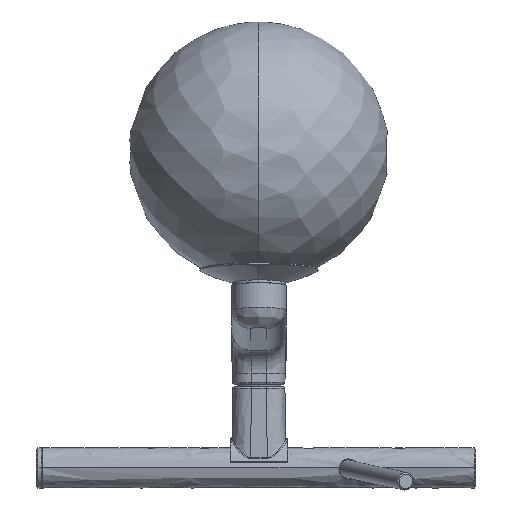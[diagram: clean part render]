
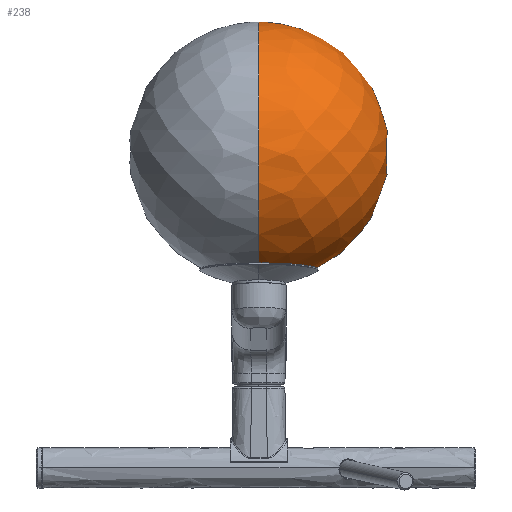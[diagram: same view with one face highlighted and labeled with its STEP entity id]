
A CAD part, front view. The second image highlights one B-rep face of the part: STEP entity #238.
In plain terms, the highlighted free-form (B-spline) face has degree [2, 2] with [5, 5] control points.
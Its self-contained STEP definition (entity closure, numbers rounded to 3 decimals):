
#238=ADVANCED_FACE($,(#373),#1825,.T.);
#373=FACE_OUTER_BOUND($,#514,.T.);
#514=EDGE_LOOP($,(#1095,#1096,#1097,#1098));
#1095=ORIENTED_EDGE($,*,*,#1454,.F.);
#1096=ORIENTED_EDGE($,*,*,#1455,.F.);
#1097=ORIENTED_EDGE($,*,*,#1453,.T.);
#1098=ORIENTED_EDGE($,*,*,#1456,.F.);
#1453=EDGE_CURVE($,#1676,#1674,#2142,.T.);
#1454=EDGE_CURVE($,#1677,#1678,#2143,.T.);
#1455=EDGE_CURVE($,#1676,#1677,#2144,.T.);
#1456=EDGE_CURVE($,#1678,#1674,#2145,.T.);
#1674=VERTEX_POINT($,#4886);
#1676=VERTEX_POINT($,#4888);
#1677=VERTEX_POINT($,#4889);
#1678=VERTEX_POINT($,#4890);
#1825=(
BOUNDED_SURFACE()
B_SPLINE_SURFACE(2,2,((#4861,#4862,#4863,#4864,#4865),(#4866,#4867,#4868,
#4869,#4870),(#4871,#4872,#4873,#4874,#4875),(#4876,#4877,#4878,#4879,#4880),
(#4881,#4882,#4883,#4884,#4885)),.UNSPECIFIED.,.F.,.F.,.F.)
B_SPLINE_SURFACE_WITH_KNOTS((3,2,3),(3,2,3),(3.142,4.712,
6.283),(-1.234,0.168,1.571),
.UNSPECIFIED.)
GEOMETRIC_REPRESENTATION_ITEM()
RATIONAL_B_SPLINE_SURFACE(((1.,0.764,1.,0.764,1.),
(0.707,0.54,0.707,0.54,
0.707),(1.,0.764,1.,0.764,1.),(0.707,
0.54,0.707,0.54,0.707),
(1.,0.764,1.,0.764,1.)))
REPRESENTATION_ITEM($)
SURFACE()
);
#2142=(
BOUNDED_CURVE()
B_SPLINE_CURVE(2,(#4817,#4818,#4819,#4820,#4821),.UNSPECIFIED.,.F.,.F.)
B_SPLINE_CURVE_WITH_KNOTS((3,2,3),(-1.234,0.168,1.571),
.UNSPECIFIED.)
CURVE()
GEOMETRIC_REPRESENTATION_ITEM()
RATIONAL_B_SPLINE_CURVE((1.,0.764,1.,0.764,1.))
REPRESENTATION_ITEM($)
);
#2143=(
BOUNDED_CURVE()
B_SPLINE_CURVE(2,(#4822,#4823,#4824),.UNSPECIFIED.,.F.,.F.)
B_SPLINE_CURVE_WITH_KNOTS((3,3),(-60.361,-30.18),.UNSPECIFIED.)
CURVE()
GEOMETRIC_REPRESENTATION_ITEM()
RATIONAL_B_SPLINE_CURVE((1.,0.707,1.))
REPRESENTATION_ITEM($)
);
#2144=(
BOUNDED_CURVE()
B_SPLINE_CURVE(2,(#4825,#4826,#4827),.UNSPECIFIED.,.F.,.F.)
B_SPLINE_CURVE_WITH_KNOTS((3,3),(-90.541,-60.361),.UNSPECIFIED.)
CURVE()
GEOMETRIC_REPRESENTATION_ITEM()
RATIONAL_B_SPLINE_CURVE((1.,0.707,1.))
REPRESENTATION_ITEM($)
);
#2145=(
BOUNDED_CURVE()
B_SPLINE_CURVE(2,(#4828,#4829,#4830,#4831,#4832),.UNSPECIFIED.,.F.,.F.)
B_SPLINE_CURVE_WITH_KNOTS((3,2,3),(-1.025,0.273,1.571),
.UNSPECIFIED.)
CURVE()
GEOMETRIC_REPRESENTATION_ITEM()
RATIONAL_B_SPLINE_CURVE((1.,0.797,1.,0.797,1.))
REPRESENTATION_ITEM($)
);
#4817=CARTESIAN_POINT($,(0.,-65.545,66.808));
#4818=CARTESIAN_POINT($,(0.,-29.672,79.353));
#4819=CARTESIAN_POINT($,(0.,-36.034,116.819));
#4820=CARTESIAN_POINT($,(0.,-42.397,154.285));
#4821=CARTESIAN_POINT($,(0.,-80.399,154.285));
#4822=CARTESIAN_POINT($,(19.213,-84.653,68.816));
#4823=CARTESIAN_POINT($,(19.213,-103.761,70.824));
#4824=CARTESIAN_POINT($,(0.,-103.761,70.824));
#4825=CARTESIAN_POINT($,(0.,-65.545,66.808));
#4826=CARTESIAN_POINT($,(19.213,-65.545,66.808));
#4827=CARTESIAN_POINT($,(19.213,-84.653,68.816));
#4828=CARTESIAN_POINT($,(0.,-103.749,70.817));
#4829=CARTESIAN_POINT($,(0.,-132.933,88.531));
#4830=CARTESIAN_POINT($,(0.,-123.735,121.408));
#4831=CARTESIAN_POINT($,(0.,-114.538,154.285));
#4832=CARTESIAN_POINT($,(0.,-80.399,154.285));
#4861=CARTESIAN_POINT($,(0.,-95.254,66.808));
#4862=CARTESIAN_POINT($,(0.,-131.126,79.353));
#4863=CARTESIAN_POINT($,(0.,-124.764,116.819));
#4864=CARTESIAN_POINT($,(0.,-118.402,154.285));
#4865=CARTESIAN_POINT($,(0.,-80.399,154.285));
#4866=CARTESIAN_POINT($,(14.855,-95.254,66.808));
#4867=CARTESIAN_POINT($,(50.727,-131.126,79.353));
#4868=CARTESIAN_POINT($,(44.365,-124.764,116.819));
#4869=CARTESIAN_POINT($,(38.003,-118.402,154.285));
#4870=CARTESIAN_POINT($,(0.,-80.399,154.285));
#4871=CARTESIAN_POINT($,(14.855,-80.399,66.808));
#4872=CARTESIAN_POINT($,(50.727,-80.399,79.353));
#4873=CARTESIAN_POINT($,(44.365,-80.399,116.819));
#4874=CARTESIAN_POINT($,(38.003,-80.399,154.285));
#4875=CARTESIAN_POINT($,(0.,-80.399,154.285));
#4876=CARTESIAN_POINT($,(14.855,-65.545,66.808));
#4877=CARTESIAN_POINT($,(50.727,-29.672,79.353));
#4878=CARTESIAN_POINT($,(44.365,-36.034,116.819));
#4879=CARTESIAN_POINT($,(38.003,-42.397,154.285));
#4880=CARTESIAN_POINT($,(0.,-80.399,154.285));
#4881=CARTESIAN_POINT($,(0.,-65.545,66.808));
#4882=CARTESIAN_POINT($,(0.,-29.672,79.353));
#4883=CARTESIAN_POINT($,(0.,-36.034,116.819));
#4884=CARTESIAN_POINT($,(0.,-42.397,154.285));
#4885=CARTESIAN_POINT($,(0.,-80.399,154.285));
#4886=CARTESIAN_POINT($,(0.,-80.399,154.285));
#4888=CARTESIAN_POINT($,(0.,-65.545,66.808));
#4889=CARTESIAN_POINT($,(19.213,-84.653,68.816));
#4890=CARTESIAN_POINT($,(0.,-103.749,70.817));
